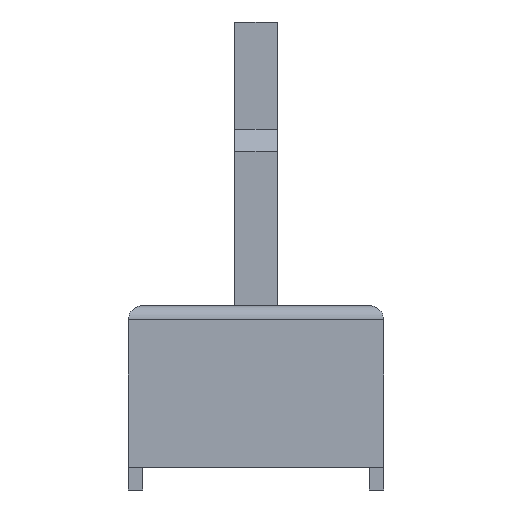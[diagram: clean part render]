
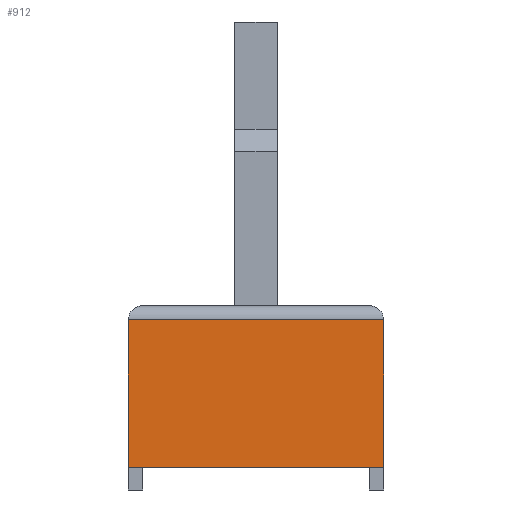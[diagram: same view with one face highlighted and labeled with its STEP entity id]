
A CAD part, left-side view. The second image highlights one B-rep face of the part: STEP entity #912.
In plain terms, the highlighted planar face has unit normal (-1, 0, 0).
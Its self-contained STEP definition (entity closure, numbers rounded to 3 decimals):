
#96=FACE_OUTER_BOUND('',#145,.T.);
#145=EDGE_LOOP('',(#754,#755,#756,#757));
#255=LINE('',#1432,#369);
#257=LINE('',#1436,#371);
#258=LINE('',#1438,#372);
#259=LINE('',#1439,#373);
#369=VECTOR('',#1174,10.);
#371=VECTOR('',#1178,10.);
#372=VECTOR('',#1179,10.);
#373=VECTOR('',#1180,10.);
#454=VERTEX_POINT('',#1416);
#458=VERTEX_POINT('',#1428);
#459=VERTEX_POINT('',#1435);
#460=VERTEX_POINT('',#1437);
#567=EDGE_CURVE('',#454,#458,#255,.T.);
#569=EDGE_CURVE('',#459,#454,#257,.T.);
#570=EDGE_CURVE('',#459,#460,#258,.T.);
#571=EDGE_CURVE('',#460,#458,#259,.T.);
#754=ORIENTED_EDGE('',*,*,#567,.F.);
#755=ORIENTED_EDGE('',*,*,#569,.F.);
#756=ORIENTED_EDGE('',*,*,#570,.T.);
#757=ORIENTED_EDGE('',*,*,#571,.T.);
#867=PLANE('',#978);
#912=ADVANCED_FACE('',(#96),#867,.T.);
#978=AXIS2_PLACEMENT_3D('',#1434,#1176,#1177);
#1174=DIRECTION('',(0.,-1.,0.));
#1176=DIRECTION('center_axis',(-1.,0.,0.));
#1177=DIRECTION('ref_axis',(0.,-1.,0.));
#1178=DIRECTION('',(0.,0.,1.));
#1179=DIRECTION('',(0.,-1.,0.));
#1180=DIRECTION('',(0.,0.,1.));
#1416=CARTESIAN_POINT('',(-17.5,4.5,5.2));
#1428=CARTESIAN_POINT('',(-17.5,-4.5,5.2));
#1432=CARTESIAN_POINT('',(-17.5,2.25,5.2));
#1434=CARTESIAN_POINT('Origin',(-17.5,4.5,0.));
#1435=CARTESIAN_POINT('',(-17.5,4.5,0.));
#1436=CARTESIAN_POINT('',(-17.5,4.5,0.));
#1437=CARTESIAN_POINT('',(-17.5,-4.5,0.));
#1438=CARTESIAN_POINT('',(-17.5,4.5,0.));
#1439=CARTESIAN_POINT('',(-17.5,-4.5,0.));
